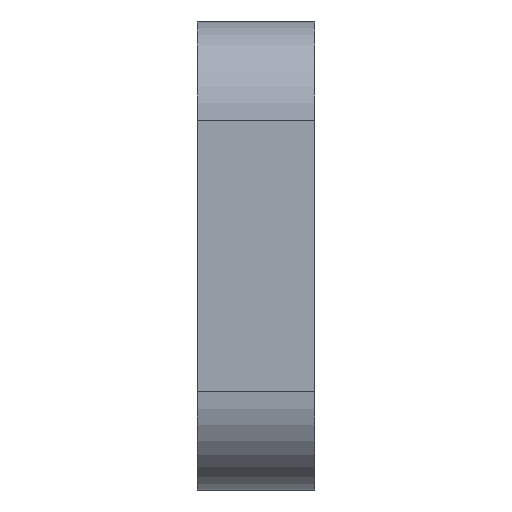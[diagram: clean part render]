
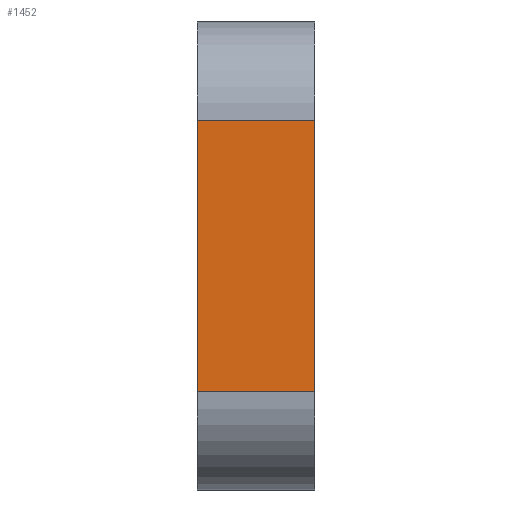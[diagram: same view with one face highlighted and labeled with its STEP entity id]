
A CAD part, left-side view. The second image highlights one B-rep face of the part: STEP entity #1452.
In plain terms, the highlighted planar face has unit normal (-1, 0, 0).
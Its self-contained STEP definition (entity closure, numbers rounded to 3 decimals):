
#1213=CARTESIAN_POINT('',(-592.25,-3.0,69.));
#1214=VERTEX_POINT('',#1213);
#1222=CARTESIAN_POINT('',(-592.25,-3.0,-69.));
#1223=VERTEX_POINT('',#1222);
#1224=CARTESIAN_POINT('',(-592.25,-3.0,69.));
#1225=DIRECTION('',(0.0,0.0,-1.0));
#1226=VECTOR('',#1225,138.);
#1227=LINE('',#1224,#1226);
#1228=EDGE_CURVE('',#1214,#1223,#1227,.T.);
#1402=CARTESIAN_POINT('',(-592.25,57.0,-69.));
#1403=VERTEX_POINT('',#1402);
#1420=CARTESIAN_POINT('',(-592.25,-3.0,-69.));
#1421=DIRECTION('',(0.0,1.0,0.0));
#1422=VECTOR('',#1421,60.0);
#1423=LINE('',#1420,#1422);
#1424=EDGE_CURVE('',#1223,#1403,#1423,.T.);
#1429=CARTESIAN_POINT('',(-592.25,0.0,-119.));
#1430=DIRECTION('',(-1.0,0.0,0.0));
#1431=DIRECTION('',(0.0,0.0,1.0));
#1432=AXIS2_PLACEMENT_3D('',#1429,#1430,#1431);
#1433=PLANE('',#1432);
#1434=ORIENTED_EDGE('',*,*,#1424,.F.);
#1435=ORIENTED_EDGE('',*,*,#1228,.F.);
#1436=CARTESIAN_POINT('',(-592.25,57.0,69.));
#1437=VERTEX_POINT('',#1436);
#1438=CARTESIAN_POINT('',(-592.25,57.0,69.));
#1439=DIRECTION('',(0.0,-1.0,0.0));
#1440=VECTOR('',#1439,60.0);
#1441=LINE('',#1438,#1440);
#1442=EDGE_CURVE('',#1437,#1214,#1441,.T.);
#1443=ORIENTED_EDGE('',*,*,#1442,.F.);
#1444=CARTESIAN_POINT('',(-592.25,57.0,-69.));
#1445=DIRECTION('',(0.0,0.0,1.0));
#1446=VECTOR('',#1445,138.);
#1447=LINE('',#1444,#1446);
#1448=EDGE_CURVE('',#1403,#1437,#1447,.T.);
#1449=ORIENTED_EDGE('',*,*,#1448,.F.);
#1450=EDGE_LOOP('',(#1434,#1435,#1443,#1449));
#1451=FACE_OUTER_BOUND('',#1450,.T.);
#1452=ADVANCED_FACE('',(#1451),#1433,.T.);
